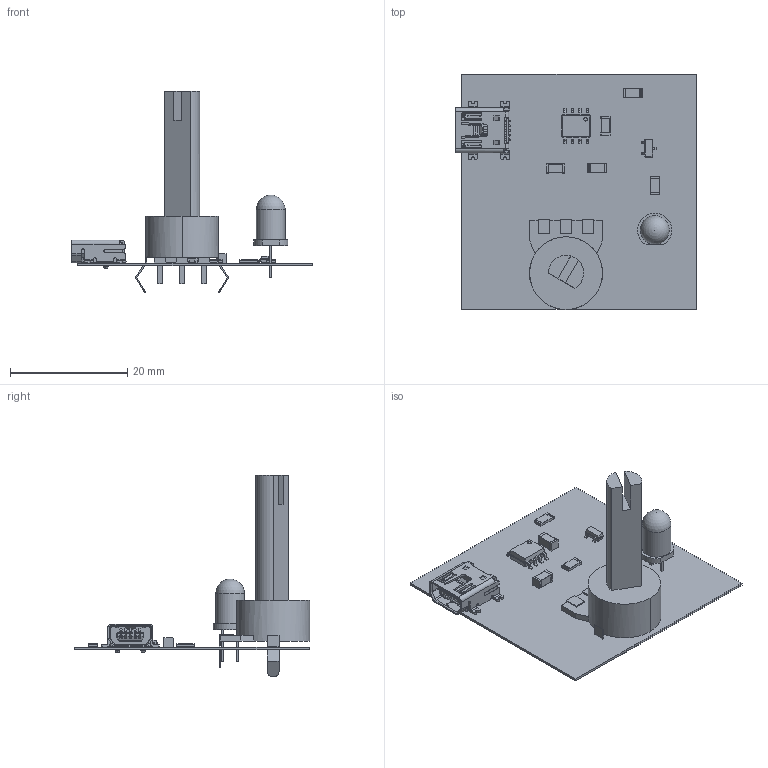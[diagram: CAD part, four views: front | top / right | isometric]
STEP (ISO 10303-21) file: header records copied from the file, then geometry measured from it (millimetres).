
FILE_DESCRIPTION(('Open CASCADE Model'),'2;1');
FILE_NAME('Open CASCADE Shape Model','2023-10-31T18:35:20',('Author'),( 'Open CASCADE'),'Open CASCADE STEP processor 7.5','Open CASCADE 7.5' ,'Unknown');
FILE_SCHEMA(('AUTOMOTIVE_DESIGN { 1 0 10303 214 1 1 1 1 }'));
Length unit declared in the file: millimetre
Products named in the file (25): PCB; Board; Open CASCADE STEP translator 7.5 2.1.1; R2; R_1206_3216Metric; C2; C_1206_3216Metric; R4; Q1; SOT-23; U1; SOIC-8_3.9x4.9mm_P1.27mm; R3; PDB12-H4301-105BF; C1; R1; J1; 10033527-N3112MLF--3DModel-STEP-56544; 10033527-N3112MLF--3DModel-STEP-533217(2)^10033527-N3112MLF; ASSEMBLY-1_ASM^10033527-N3112MLF--3DModel-STEP-533217(2)_
10033527-N3112MLF; SHELL^ASSEMBLY-1_ASM_10033527-N3112MLF--3DModel-STEP-533217(2)_
10033527-N3112MLF; HSG^ASSEMBLY-1_ASM_10033527-N3112MLF--3DModel-STEP-533217(2)_
10033527-N3112MLF; CONTACT^ASSEMBLY-1_ASM_10033527-N3112MLF--3DModel-STEP-533217(2)_
10033527-N3112MLF; D1; LED_D5.0mm_Clear
Assembly tree (27 placements, depth 6):
  PCB
    Board
      Open CASCADE STEP translator 7.5 2.1.1
    R2
      R_1206_3216Metric
    C2
      C_1206_3216Metric
    R4
      R_1206_3216Metric
    Q1
      SOT-23
    U1
      SOIC-8_3.9x4.9mm_P1.27mm
    R3
      PDB12-H4301-105BF
    C1
      C_1206_3216Metric
    R1
      R_1206_3216Metric
    J1
      10033527-N3112MLF--3DModel-STEP-56544
        10033527-N3112MLF--3DModel-STEP-533217(2)^10033527-N3112MLF
          ASSEMBLY-1_ASM^10033527-N3112MLF--3DModel-STEP-533217(2)_
10033527-N3112MLF
            SHELL^ASSEMBLY-1_ASM_10033527-N3112MLF--3DModel-STEP-533217(2)_
10033527-N3112MLF
            HSG^ASSEMBLY-1_ASM_10033527-N3112MLF--3DModel-STEP-533217(2)_
10033527-N3112MLF
            CONTACT^ASSEMBLY-1_ASM_10033527-N3112MLF--3DModel-STEP-533217(2)_
10033527-N3112MLF
    D1
      LED_D5.0mm_Clear
Bounding box: 41.05 x 40.07 x 34.4 mm (x, y, z)
Volume: 2365.5 mm3; surface area: 5492.2 mm2
Topology: 17 solids, 17 shells, 1235 faces, 3465 edges, 2258 vertices
Faces by surface type: plane 789, cylinder 349, bspline 84, cone 6, sphere 6, torus 1
Full cylindrical faces by diameter (mm): 0.6 x1, 4.9 x1
Entity records: 40924 total; most frequent: CARTESIAN_POINT 8105, ORIENTED_EDGE 6504, DIRECTION 5907, EDGE_CURVE 3252, LINE 2415, VECTOR 2415, VERTEX_POINT 2122, AXIS2_PLACEMENT_3D 1746
